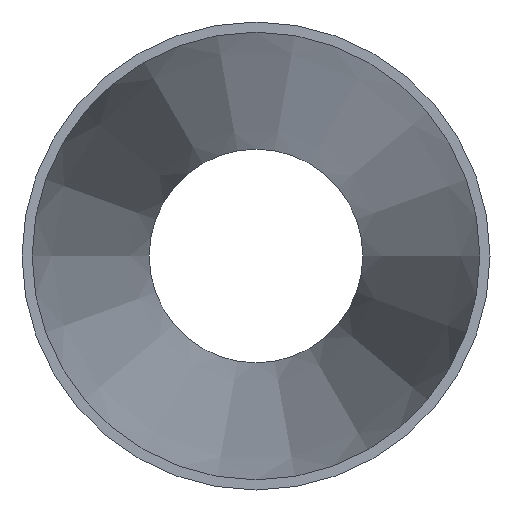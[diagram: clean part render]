
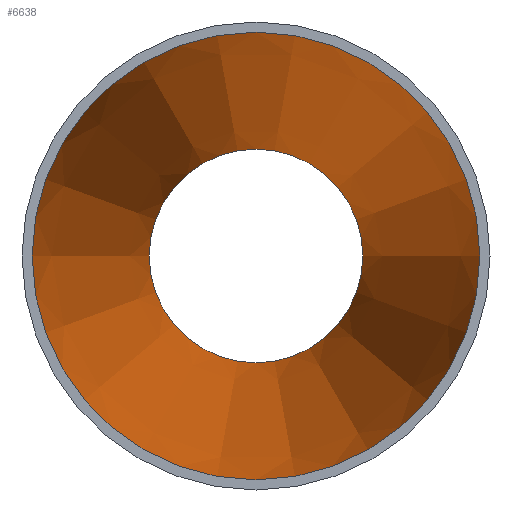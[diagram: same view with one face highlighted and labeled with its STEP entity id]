
A CAD part, left-side view. The second image highlights one B-rep face of the part: STEP entity #6638.
In plain terms, the highlighted conical face has half-angle 7.125 degrees and reference radius 26.924 mm.
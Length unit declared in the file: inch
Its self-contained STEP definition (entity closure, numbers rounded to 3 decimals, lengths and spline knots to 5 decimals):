
#95=FACE_BOUND('',#1183,.T.);
#786=FACE_OUTER_BOUND('',#1182,.T.);
#1182=EDGE_LOOP('',(#6212));
#1183=EDGE_LOOP('',(#6213));
#2251=CIRCLE('',#7000,0.685);
#2252=CIRCLE('',#7002,1.435);
#3255=VERTEX_POINT('',#14547);
#3256=VERTEX_POINT('',#14550);
#4243=EDGE_CURVE('',#3255,#3255,#2251,.T.);
#4244=EDGE_CURVE('',#3256,#3256,#2252,.T.);
#6212=ORIENTED_EDGE('',*,*,#4244,.F.);
#6213=ORIENTED_EDGE('',*,*,#4243,.T.);
#6252=CONICAL_SURFACE('',#7001,1.06,7.125);
#6638=ADVANCED_FACE('',(#786,#95),#6252,.F.);
#7000=AXIS2_PLACEMENT_3D('',#14548,#8189,#8190);
#7001=AXIS2_PLACEMENT_3D('',#14549,#8191,#8192);
#7002=AXIS2_PLACEMENT_3D('',#14551,#8193,#8194);
#8189=DIRECTION('center_axis',(1.,0.,0.));
#8190=DIRECTION('ref_axis',(0.,-1.,0.));
#8191=DIRECTION('center_axis',(-1.,0.,0.));
#8192=DIRECTION('ref_axis',(0.,-1.,0.));
#8193=DIRECTION('center_axis',(1.,0.,0.));
#8194=DIRECTION('ref_axis',(0.,-1.,0.));
#14547=CARTESIAN_POINT('',(6.,-0.685,0.));
#14548=CARTESIAN_POINT('Origin',(6.,0.,0.));
#14549=CARTESIAN_POINT('Origin',(3.,0.,0.));
#14550=CARTESIAN_POINT('',(0.,-1.435,0.));
#14551=CARTESIAN_POINT('Origin',(0.,0.,0.));
